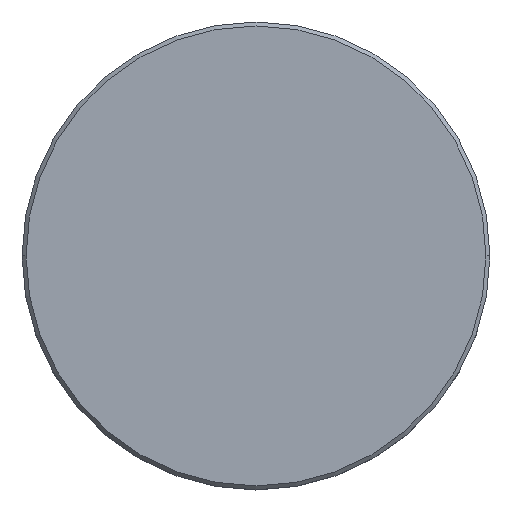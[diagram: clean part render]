
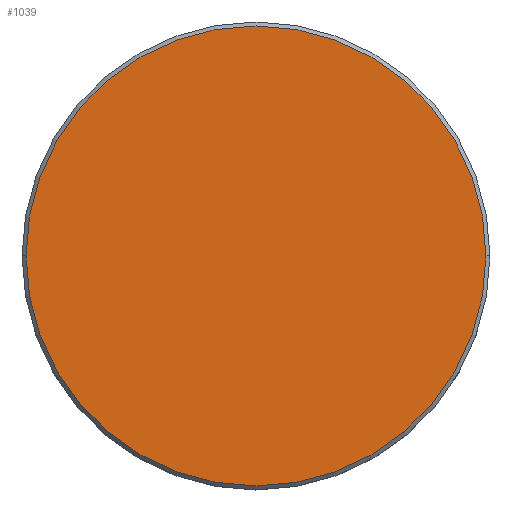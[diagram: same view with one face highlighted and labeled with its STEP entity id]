
A CAD part, top view. The second image highlights one B-rep face of the part: STEP entity #1039.
In plain terms, the highlighted planar face has unit normal (0, 0, 1).
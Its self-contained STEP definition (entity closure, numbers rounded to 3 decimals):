
#16 = CARTESIAN_POINT ( 'NONE',  ( 0., 0., 0. ) ) ;
#135 = EDGE_CURVE ( 'NONE', #1096, #624, #849, .T. ) ;
#138 = AXIS2_PLACEMENT_3D ( 'NONE', #227, #240, #507 ) ;
#148 = ORIENTED_EDGE ( 'NONE', *, *, #135, .T. ) ;
#207 = DIRECTION ( 'NONE',  ( 0., 0., 1. ) ) ;
#219 = AXIS2_PLACEMENT_3D ( 'NONE', #16, #383, #371 ) ;
#227 = CARTESIAN_POINT ( 'NONE',  ( 0., 0., 0. ) ) ;
#240 = DIRECTION ( 'NONE',  ( 0., 0., 1. ) ) ;
#281 = EDGE_CURVE ( 'NONE', #624, #1096, #655, .T. ) ;
#371 = DIRECTION ( 'NONE',  ( 1., 0., 0. ) ) ;
#382 = EDGE_LOOP ( 'NONE', ( #148, #862 ) ) ;
#383 = DIRECTION ( 'NONE',  ( 0., 0., 1. ) ) ;
#473 = CARTESIAN_POINT ( 'NONE',  ( 29., 0., 0. ) ) ;
#507 = DIRECTION ( 'NONE',  ( 1., 0., 0. ) ) ;
#540 = PLANE ( 'NONE',  #219 ) ;
#624 = VERTEX_POINT ( 'NONE', #473 ) ;
#648 = DIRECTION ( 'NONE',  ( 1., 0., 0. ) ) ;
#655 = CIRCLE ( 'NONE', #138, 29. ) ;
#731 = AXIS2_PLACEMENT_3D ( 'NONE', #1106, #207, #648 ) ;
#778 = CARTESIAN_POINT ( 'NONE',  ( -29., 0., 0. ) ) ;
#849 = CIRCLE ( 'NONE', #731, 29. ) ;
#862 = ORIENTED_EDGE ( 'NONE', *, *, #281, .T. ) ;
#1004 = FACE_OUTER_BOUND ( 'NONE', #382, .T. ) ;
#1039 = ADVANCED_FACE ( 'NONE', ( #1004 ), #540, .T. ) ;
#1096 = VERTEX_POINT ( 'NONE', #778 ) ;
#1106 = CARTESIAN_POINT ( 'NONE',  ( 0., 0., 0. ) ) ;
